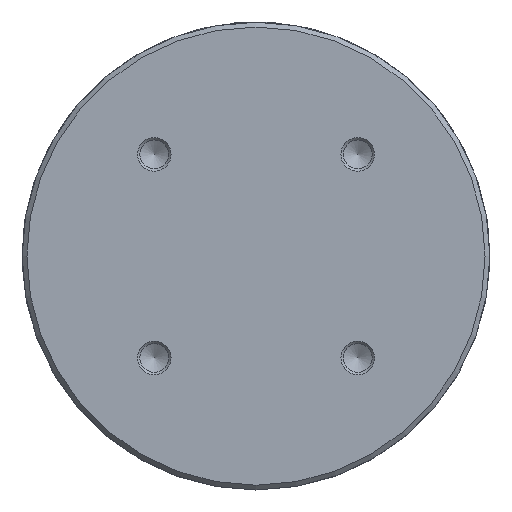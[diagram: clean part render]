
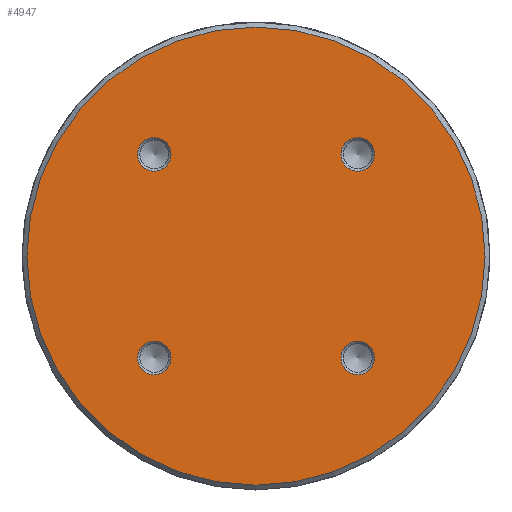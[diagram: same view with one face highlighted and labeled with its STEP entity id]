
A CAD part, front view. The second image highlights one B-rep face of the part: STEP entity #4947.
In plain terms, the highlighted face is planar.
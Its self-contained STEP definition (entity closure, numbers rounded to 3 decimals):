
#182 = EDGE_LOOP ( 'NONE', ( #795 ) ) ;
#187 = DIRECTION ( 'NONE',  ( 0., 0., 1. ) ) ;
#217 = CARTESIAN_POINT ( 'NONE',  ( -42.426, 42.426, 0. ) ) ;
#256 = AXIS2_PLACEMENT_3D ( 'NONE', #7042, #7631, #4075 ) ;
#380 = VERTEX_POINT ( 'NONE', #4026 ) ;
#390 = EDGE_LOOP ( 'NONE', ( #4166 ) ) ;
#508 = DIRECTION ( 'NONE',  ( 0., 0., 1. ) ) ;
#745 = CIRCLE ( 'NONE', #1243, 7. ) ;
#778 = CIRCLE ( 'NONE', #5841, 7. ) ;
#784 = DIRECTION ( 'NONE',  ( -1., 0., 0. ) ) ;
#795 = ORIENTED_EDGE ( 'NONE', *, *, #6991, .F. ) ;
#1243 = AXIS2_PLACEMENT_3D ( 'NONE', #3755, #187, #4322 ) ;
#1339 = AXIS2_PLACEMENT_3D ( 'NONE', #4070, #508, #4659 ) ;
#1469 = FACE_OUTER_BOUND ( 'NONE', #390, .T. ) ;
#1508 = VERTEX_POINT ( 'NONE', #1726 ) ;
#1547 = DIRECTION ( 'NONE',  ( 0., 0., -1. ) ) ;
#1549 = FACE_BOUND ( 'NONE', #4619, .T. ) ;
#1555 = FACE_BOUND ( 'NONE', #4033, .T. ) ;
#1562 = FACE_BOUND ( 'NONE', #182, .T. ) ;
#1610 = VERTEX_POINT ( 'NONE', #4661 ) ;
#1620 = EDGE_CURVE ( 'NONE', #2368, #2368, #2339, .T. ) ;
#1657 = FACE_BOUND ( 'NONE', #2059, .T. ) ;
#1726 = CARTESIAN_POINT ( 'NONE',  ( -49.426, -42.426, 0. ) ) ;
#2007 = AXIS2_PLACEMENT_3D ( 'NONE', #217, #4352, #784 ) ;
#2059 = EDGE_LOOP ( 'NONE', ( #2823 ) ) ;
#2082 = VERTEX_POINT ( 'NONE', #4047 ) ;
#2169 = EDGE_CURVE ( 'NONE', #380, #380, #778, .T. ) ;
#2230 = PLANE ( 'NONE',  #256 ) ;
#2339 = CIRCLE ( 'NONE', #2007, 7. ) ;
#2368 = VERTEX_POINT ( 'NONE', #6992 ) ;
#2776 = ORIENTED_EDGE ( 'NONE', *, *, #2169, .T. ) ;
#2823 = ORIENTED_EDGE ( 'NONE', *, *, #1620, .T. ) ;
#2929 = DIRECTION ( 'NONE',  ( 0., 0., 1. ) ) ;
#3531 = CIRCLE ( 'NONE', #1339, 95.5 ) ;
#3755 = CARTESIAN_POINT ( 'NONE',  ( 42.426, 42.426, 0. ) ) ;
#4026 = CARTESIAN_POINT ( 'NONE',  ( 49.426, -42.426, 0. ) ) ;
#4033 = EDGE_LOOP ( 'NONE', ( #2776 ) ) ;
#4047 = CARTESIAN_POINT ( 'NONE',  ( 95.5, 0., 0. ) ) ;
#4070 = CARTESIAN_POINT ( 'NONE',  ( 0., 0., 0. ) ) ;
#4075 = DIRECTION ( 'NONE',  ( -1., 0., 0. ) ) ;
#4166 = ORIENTED_EDGE ( 'NONE', *, *, #4225, .T. ) ;
#4179 = ORIENTED_EDGE ( 'NONE', *, *, #6643, .F. ) ;
#4225 = EDGE_CURVE ( 'NONE', #2082, #2082, #3531, .T. ) ;
#4322 = DIRECTION ( 'NONE',  ( 1., 0., 0. ) ) ;
#4352 = DIRECTION ( 'NONE',  ( 0., 0., -1. ) ) ;
#4619 = EDGE_LOOP ( 'NONE', ( #4179 ) ) ;
#4659 = DIRECTION ( 'NONE',  ( 1., 0., 0. ) ) ;
#4661 = CARTESIAN_POINT ( 'NONE',  ( 49.426, 42.426, 0. ) ) ;
#4670 = CIRCLE ( 'NONE', #7636, 7. ) ;
#4947 = ADVANCED_FACE ( 'NONE', ( #1562, #1657, #1555, #1549, #1469 ), #2230, .F. ) ;
#5111 = CARTESIAN_POINT ( 'NONE',  ( 42.426, -42.426, 0. ) ) ;
#5707 = DIRECTION ( 'NONE',  ( 1., 0., 0. ) ) ;
#5841 = AXIS2_PLACEMENT_3D ( 'NONE', #5111, #1547, #5707 ) ;
#6443 = CARTESIAN_POINT ( 'NONE',  ( -42.426, -42.426, 0. ) ) ;
#6643 = EDGE_CURVE ( 'NONE', #1610, #1610, #745, .T. ) ;
#6991 = EDGE_CURVE ( 'NONE', #1508, #1508, #4670, .T. ) ;
#6992 = CARTESIAN_POINT ( 'NONE',  ( -49.426, 42.426, 0. ) ) ;
#7042 = CARTESIAN_POINT ( 'NONE',  ( 0., 0., 0. ) ) ;
#7047 = DIRECTION ( 'NONE',  ( -1., 0., 0. ) ) ;
#7631 = DIRECTION ( 'NONE',  ( 0., 0., -1. ) ) ;
#7636 = AXIS2_PLACEMENT_3D ( 'NONE', #6443, #2929, #7047 ) ;
